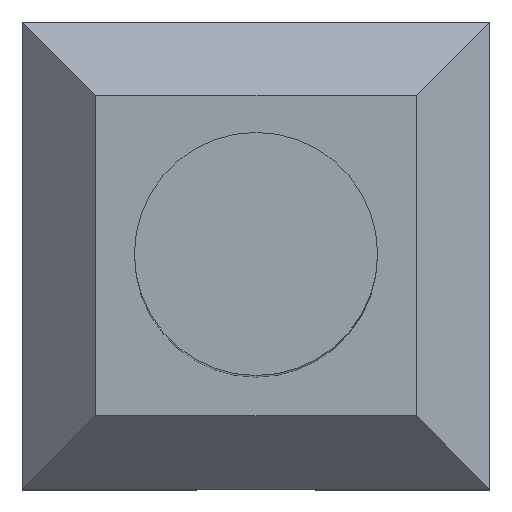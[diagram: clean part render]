
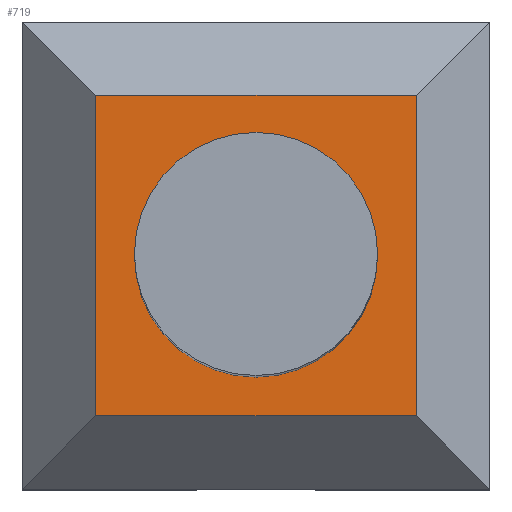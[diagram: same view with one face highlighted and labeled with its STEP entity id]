
A CAD part, top view. The second image highlights one B-rep face of the part: STEP entity #719.
In plain terms, the highlighted planar face has unit normal (0, 0, 1).
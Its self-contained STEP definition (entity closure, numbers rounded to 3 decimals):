
#18=FACE_BOUND('',#88,.T.);
#21=CIRCLE('',#781,6.604);
#46=FACE_OUTER_BOUND('',#87,.T.);
#87=EDGE_LOOP('',(#537,#538,#539,#540));
#88=EDGE_LOOP('',(#541));
#145=LINE('',#1086,#234);
#150=LINE('',#1096,#239);
#153=LINE('',#1102,#242);
#156=LINE('',#1106,#245);
#234=VECTOR('',#880,10.);
#239=VECTOR('',#887,10.);
#242=VECTOR('',#892,10.);
#245=VECTOR('',#897,10.);
#318=VERTEX_POINT('',#1084);
#319=VERTEX_POINT('',#1085);
#323=VERTEX_POINT('',#1095);
#325=VERTEX_POINT('',#1101);
#329=VERTEX_POINT('',#1118);
#393=EDGE_CURVE('',#318,#319,#145,.T.);
#398=EDGE_CURVE('',#319,#323,#150,.T.);
#401=EDGE_CURVE('',#323,#325,#153,.T.);
#404=EDGE_CURVE('',#325,#318,#156,.T.);
#410=EDGE_CURVE('',#329,#329,#21,.T.);
#537=ORIENTED_EDGE('',*,*,#393,.F.);
#538=ORIENTED_EDGE('',*,*,#404,.F.);
#539=ORIENTED_EDGE('',*,*,#401,.F.);
#540=ORIENTED_EDGE('',*,*,#398,.F.);
#541=ORIENTED_EDGE('',*,*,#410,.T.);
#681=PLANE('',#780);
#719=ADVANCED_FACE('',(#46,#18),#681,.F.);
#780=AXIS2_PLACEMENT_3D('',#1117,#907,#908);
#781=AXIS2_PLACEMENT_3D('',#1119,#909,#910);
#880=DIRECTION('',(1.,0.,0.));
#887=DIRECTION('',(0.,-1.,0.));
#892=DIRECTION('',(-1.,0.,0.));
#897=DIRECTION('',(0.,1.,0.));
#907=DIRECTION('center_axis',(0.,0.,-1.));
#908=DIRECTION('ref_axis',(1.,0.,0.));
#909=DIRECTION('center_axis',(0.,0.,-1.));
#910=DIRECTION('ref_axis',(-1.,0.,0.));
#1084=CARTESIAN_POINT('',(-8.7,8.7,-50.8));
#1085=CARTESIAN_POINT('',(8.7,8.7,-50.8));
#1086=CARTESIAN_POINT('',(-6.35,8.7,-50.8));
#1095=CARTESIAN_POINT('',(8.7,-8.7,-50.8));
#1096=CARTESIAN_POINT('',(8.7,6.35,-50.8));
#1101=CARTESIAN_POINT('',(-8.7,-8.7,-50.8));
#1102=CARTESIAN_POINT('',(6.35,-8.7,-50.8));
#1106=CARTESIAN_POINT('',(-8.7,-6.35,-50.8));
#1117=CARTESIAN_POINT('Origin',(0.,0.,-50.8));
#1118=CARTESIAN_POINT('',(6.604,0.,-50.8));
#1119=CARTESIAN_POINT('Origin',(0.,0.,-50.8));
